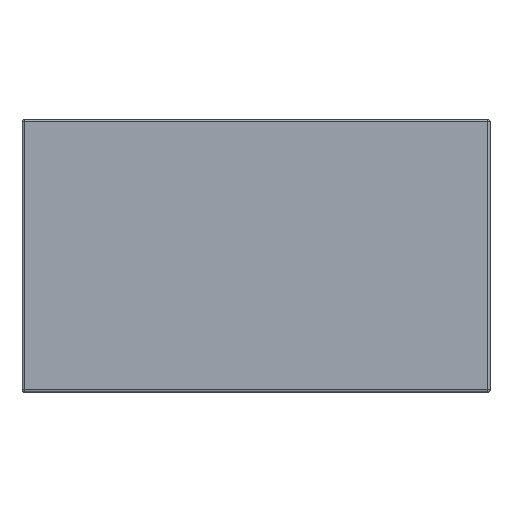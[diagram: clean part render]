
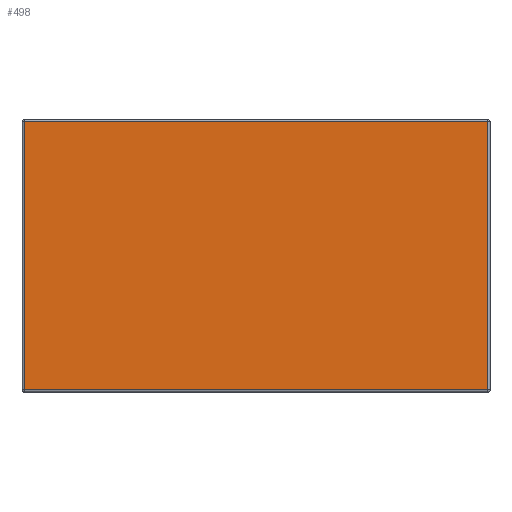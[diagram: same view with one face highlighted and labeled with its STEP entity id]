
A CAD part, top view. The second image highlights one B-rep face of the part: STEP entity #498.
In plain terms, the highlighted free-form (B-spline) face has degree [1, 1] with [2, 2] control points.
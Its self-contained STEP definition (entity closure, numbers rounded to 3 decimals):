
#81=CARTESIAN_POINT('',(20.175,11.675,10.25));
#82=VERTEX_POINT('',#81);
#107=CARTESIAN_POINT('',(20.175,-11.675,10.25));
#108=VERTEX_POINT('',#107);
#151=CARTESIAN_POINT('',(-20.175,11.675,10.25));
#152=VERTEX_POINT('',#151);
#177=CARTESIAN_POINT('',(-20.175,-11.675,10.25));
#178=VERTEX_POINT('',#177);
#218=CARTESIAN_POINT('',(-20.175,-11.675,10.25));
#219=DIRECTION('',(0.0,1.0,0.0));
#220=VECTOR('',#219,23.35);
#221=LINE('',#218,#220);
#222=EDGE_CURVE('',#178,#152,#221,.T.);
#272=CARTESIAN_POINT('',(20.175,-11.675,10.25));
#273=DIRECTION('',(-1.0,0.0,0.0));
#274=VECTOR('',#273,40.35);
#275=LINE('',#272,#274);
#276=EDGE_CURVE('',#108,#178,#275,.T.);
#294=CARTESIAN_POINT('',(-20.175,11.675,10.25));
#295=DIRECTION('',(1.0,0.0,0.0));
#296=VECTOR('',#295,40.35);
#297=LINE('',#294,#296);
#298=EDGE_CURVE('',#152,#82,#297,.T.);
#380=CARTESIAN_POINT('',(20.175,11.675,10.25));
#381=DIRECTION('',(0.0,-1.0,0.0));
#382=VECTOR('',#381,23.35);
#383=LINE('',#380,#382);
#384=EDGE_CURVE('',#82,#108,#383,.T.);
#487=CARTESIAN_POINT('',(-20.175,-11.675,10.25));
#488=CARTESIAN_POINT('',(20.175,-11.675,10.25));
#489=CARTESIAN_POINT('',(-20.175,11.675,10.25));
#490=CARTESIAN_POINT('',(20.175,11.675,10.25));
#491=B_SPLINE_SURFACE_WITH_KNOTS('',1,1,((#487,#489),(#488,#490)),.UNSPECIFIED.,.F.,.F.,.U.,(2,2),(2,2),(0.0,40.35),(0.0,23.35),.UNSPECIFIED.);
#492=ORIENTED_EDGE('',*,*,#222,.F.);
#493=ORIENTED_EDGE('',*,*,#276,.F.);
#494=ORIENTED_EDGE('',*,*,#384,.F.);
#495=ORIENTED_EDGE('',*,*,#298,.F.);
#496=EDGE_LOOP('',(#492,#493,#494,#495));
#497=FACE_OUTER_BOUND('',#496,.T.);
#498=ADVANCED_FACE('',(#497),#491,.T.);
